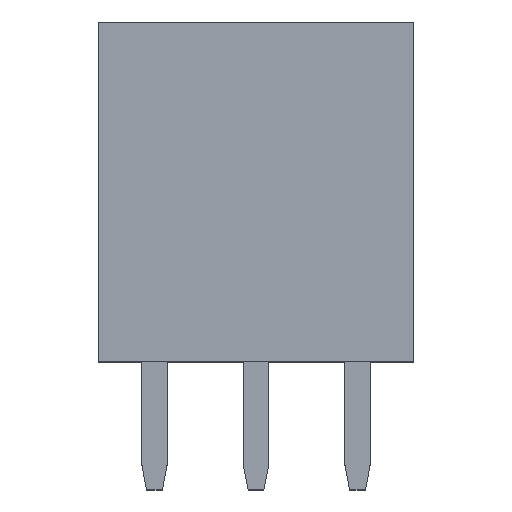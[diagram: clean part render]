
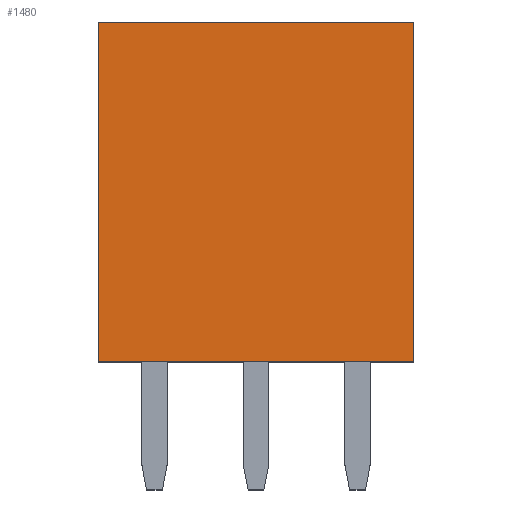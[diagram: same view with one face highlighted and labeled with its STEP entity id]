
A CAD part, top view. The second image highlights one B-rep face of the part: STEP entity #1480.
In plain terms, the highlighted planar face has unit normal (0, 0, 1).
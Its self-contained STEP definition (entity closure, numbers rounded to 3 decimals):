
#1420=VERTEX_POINT('',#3939);
#1480=ADVANCED_FACE('',(#4004),#4005,.T.);
#2012=EDGE_CURVE('',#3312,#2828,#4586,.T.);
#2066=EDGE_CURVE('',#1420,#2528,#4644,.T.);
#2528=VERTEX_POINT('',#5152);
#2828=VERTEX_POINT('',#5474);
#2844=EDGE_CURVE('',#2828,#2528,#5490,.T.);
#3242=EDGE_CURVE('',#3312,#1420,#5926,.T.);
#3312=VERTEX_POINT('',#6002);
#3939=CARTESIAN_POINT('',(3.935,0.0,2.5));
#4004=FACE_OUTER_BOUND('',#6833,.T.);
#4005=PLANE('',#6834);
#4586=LINE('',#7666,#7667);
#4644=LINE('',#7757,#7758);
#5152=CARTESIAN_POINT('',(3.935,8.5,2.5));
#5474=CARTESIAN_POINT('',(-3.935,8.5,2.5));
#5490=LINE('',#8985,#8986);
#5926=LINE('',#9621,#9622);
#6002=CARTESIAN_POINT('',(-3.935,0.0,2.5));
#6833=EDGE_LOOP('',(#10627,#10628,#10629,#10630));
#6834=AXIS2_PLACEMENT_3D('',#10631,#10632,#10633);
#7666=CARTESIAN_POINT('',(-3.935,0.0,2.5));
#7667=VECTOR('',#11253,1.0);
#7757=CARTESIAN_POINT('',(3.935,0.0,2.5));
#7758=VECTOR('',#11312,1.0);
#8985=CARTESIAN_POINT('',(-3.935,8.5,2.5));
#8986=VECTOR('',#12121,1.0);
#9621=CARTESIAN_POINT('',(-3.935,0.0,2.5));
#9622=VECTOR('',#12601,1.0);
#10627=ORIENTED_EDGE('',*,*,#2066,.T.);
#10628=ORIENTED_EDGE('',*,*,#2844,.F.);
#10629=ORIENTED_EDGE('',*,*,#2012,.F.);
#10630=ORIENTED_EDGE('',*,*,#3242,.T.);
#10631=CARTESIAN_POINT('',(-3.935,0.0,2.5));
#10632=DIRECTION('',(0.,0.0,1.0));
#10633=DIRECTION('',(0.0,-1.0,0.0));
#11253=DIRECTION('',(0.0,1.0,0.0));
#11312=DIRECTION('',(0.0,1.0,0.0));
#12121=DIRECTION('',(1.0,0.0,0.));
#12601=DIRECTION('',(1.0,0.0,0.));
